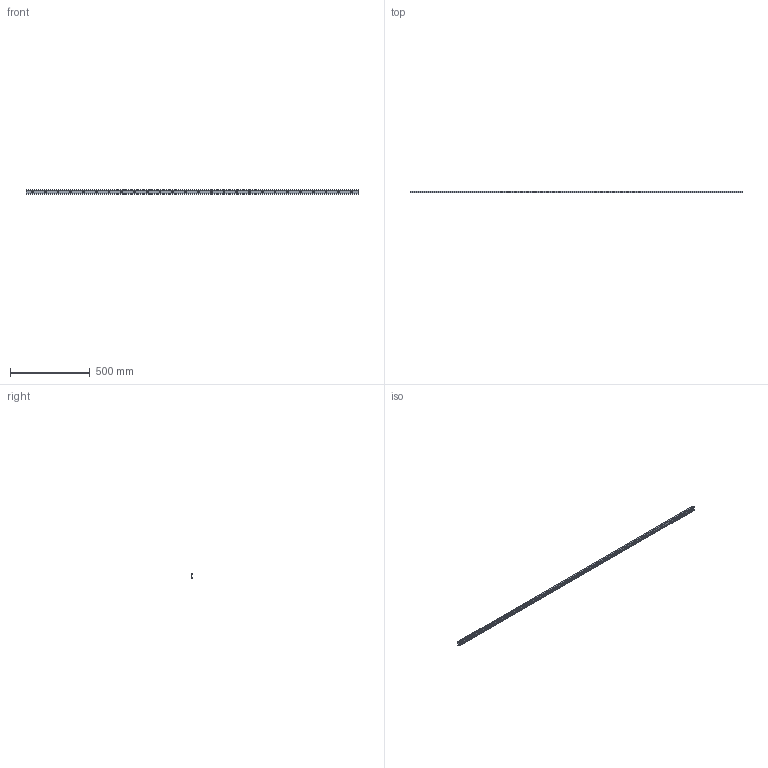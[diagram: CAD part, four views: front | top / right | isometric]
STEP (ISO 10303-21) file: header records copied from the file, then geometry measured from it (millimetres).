
FILE_DESCRIPTION((''),'2;1');
FILE_NAME('LCX 28H-2080.C.stp','2016-04-28T08:29:42',('MRathmann'),(''),'Autodesk Inventor 2012','Autodesk Inventor 2012','');
FILE_SCHEMA(('CONFIG_CONTROL_DESIGN'));
Length unit declared in the file: millimetre
Products named in the file (1): LCX 28H-2080.C
Bounding box: 2080 x 12.3 x 28 mm (x, y, z)
Volume: 336315.5 mm3; surface area: 201660.9 mm2
Topology: 1 solids, 1 shells, 102 faces, 248 edges, 174 vertices
Faces by surface type: cylinder 63, plane 39
Full cylindrical faces by diameter (mm): 6.4 x26, 11 x26
Entity records: 2722 total; most frequent: DIRECTION 502, CARTESIAN_POINT 421, ORIENTED_EDGE 340, EDGE_LOOP 232, AXIS2_PLACEMENT_3D 229, EDGE_CURVE 170, VERTEX_POINT 148, FACE_BOUND 130
